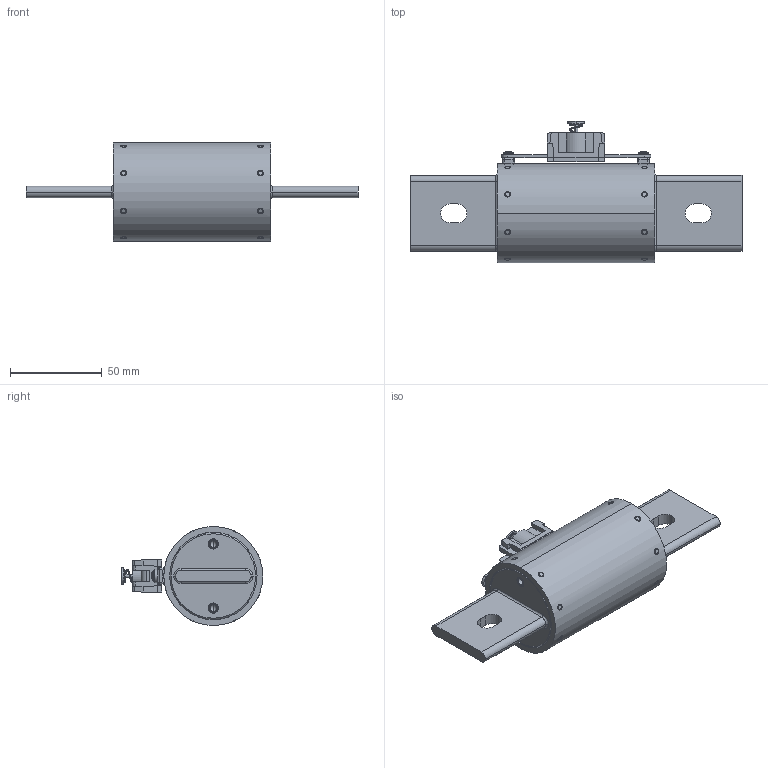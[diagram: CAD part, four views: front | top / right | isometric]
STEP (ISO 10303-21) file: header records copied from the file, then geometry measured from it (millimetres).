
FILE_DESCRIPTION (( 'STEP AP203' ), '1' );
FILE_NAME ('701866.STEP', '2023-04-14T19:33:37', ( '' ), ( '' ), 'SwSTEP 2.0', 'SolidWorks 2021', '' );
FILE_SCHEMA (( 'CONFIG_CONTROL_DESIGN' ));
Length unit declared in the file: inch
Products named in the file (18): 102173^340020; 102172^340020; 330062^340020; 102061; 310015_90272A112; 701866; 250427_-001; 9399_9399; 104265; 102062_102062; 280253^340020; 120120_nbpt_-101; 13103; 23602_23602; 102060; 340020_BLOWN; 102089_L4
Assembly tree (38 placements, depth 3):
  701866
    13103
    250427_-001
    250427_-001
    23602_23602  x16
    9399_9399  x4
    104265  x2
    340020_BLOWN
      102060
      120120_nbpt_-101  x2
      102089_L4
      102062_102062
      330062^340020
      102061
      280253^340020
      102172^340020
      102173^340020
    310015_90272A112  x2
Bounding box: 180.97 x 77.23 x 53.98 mm (x, y, z)
Volume: 110785.7 mm3; surface area: 60581.3 mm2
Topology: 40 solids, 42 shells, 2809 faces, 7928 edges, 5207 vertices
Faces by surface type: cylinder 1208, plane 782, sphere 356, bspline 221, cone 202, torus 40
Entity records: 42064 total; most frequent: CARTESIAN_POINT 16667, ORIENTED_EDGE 5064, DIRECTION 4465, EDGE_CURVE 2534, VERTEX_POINT 1641, AXIS2_PLACEMENT_3D 1608, VECTOR 1249, LINE 1249
